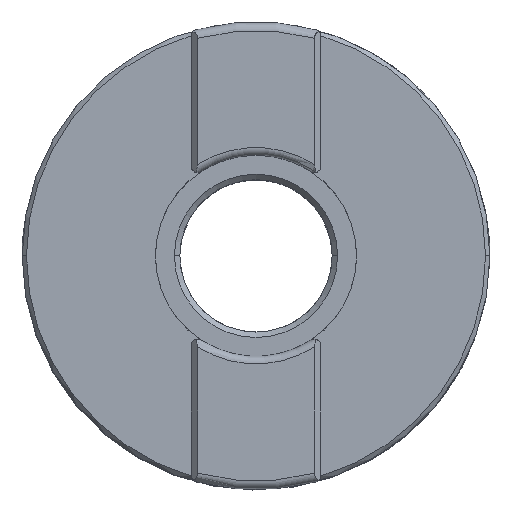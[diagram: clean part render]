
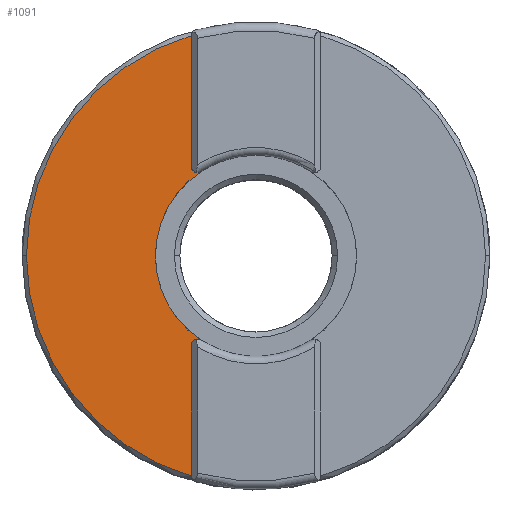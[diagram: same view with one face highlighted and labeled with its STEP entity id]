
A CAD part, top view. The second image highlights one B-rep face of the part: STEP entity #1091.
In plain terms, the highlighted planar face has unit normal (0, 0, 1).
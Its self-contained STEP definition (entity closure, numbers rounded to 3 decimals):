
#45 = CIRCLE ( 'NONE', #2037, 21.1 ) ;
#179 = ORIENTED_EDGE ( 'NONE', *, *, #1149, .T. ) ;
#215 = ORIENTED_EDGE ( 'NONE', *, *, #1235, .T. ) ;
#222 = CARTESIAN_POINT ( 'NONE',  ( -5.97, -8.257, 16.5 ) ) ;
#303 = AXIS2_PLACEMENT_3D ( 'NONE', #2398, #3470, #1017 ) ;
#325 = DIRECTION ( 'NONE',  ( 0., 0., 1. ) ) ;
#372 = CARTESIAN_POINT ( 'NONE',  ( -5.37, -8.257, 16.5 ) ) ;
#442 = VERTEX_POINT ( 'NONE', #973 ) ;
#470 = CIRCLE ( 'NONE', #303, 9.25 ) ;
#541 = CARTESIAN_POINT ( 'NONE',  ( -5.97, 20.655, 16.5 ) ) ;
#605 = CARTESIAN_POINT ( 'NONE',  ( -5.37, 8.257, 16.5 ) ) ;
#805 = ORIENTED_EDGE ( 'NONE', *, *, #2624, .T. ) ;
#895 = CIRCLE ( 'NONE', #3069, 0.6 ) ;
#961 = AXIS2_PLACEMENT_3D ( 'NONE', #1537, #969, #2578 ) ;
#969 = DIRECTION ( 'NONE',  ( 0., 0., -1. ) ) ;
#973 = CARTESIAN_POINT ( 'NONE',  ( -9.25, 0., 16.5 ) ) ;
#1000 = CARTESIAN_POINT ( 'NONE',  ( 0., 0., 16.5 ) ) ;
#1017 = DIRECTION ( 'NONE',  ( 1., 0., 0. ) ) ;
#1091 = ADVANCED_FACE ( 'NONE', ( #1174 ), #2541, .T. ) ;
#1149 = EDGE_CURVE ( 'NONE', #1405, #3080, #895, .T. ) ;
#1163 = CARTESIAN_POINT ( 'NONE',  ( -5.043, -7.754, 16.5 ) ) ;
#1174 = FACE_OUTER_BOUND ( 'NONE', #3034, .T. ) ;
#1177 = ORIENTED_EDGE ( 'NONE', *, *, #3032, .T. ) ;
#1213 = DIRECTION ( 'NONE',  ( 0., 0., -1. ) ) ;
#1235 = EDGE_CURVE ( 'NONE', #1935, #2615, #1533, .T. ) ;
#1262 = VERTEX_POINT ( 'NONE', #2948 ) ;
#1310 = ORIENTED_EDGE ( 'NONE', *, *, #1525, .T. ) ;
#1405 = VERTEX_POINT ( 'NONE', #2176 ) ;
#1436 = DIRECTION ( 'NONE',  ( 1., 0., 0. ) ) ;
#1495 = AXIS2_PLACEMENT_3D ( 'NONE', #1770, #1717, #2824 ) ;
#1525 = EDGE_CURVE ( 'NONE', #2615, #2485, #1754, .T. ) ;
#1533 = LINE ( 'NONE', #2359, #2610 ) ;
#1537 = CARTESIAN_POINT ( 'NONE',  ( 0., 0., 16.5 ) ) ;
#1588 = CIRCLE ( 'NONE', #961, 9.25 ) ;
#1640 = AXIS2_PLACEMENT_3D ( 'NONE', #372, #3090, #1436 ) ;
#1695 = DIRECTION ( 'NONE',  ( 0., 0., -1. ) ) ;
#1717 = DIRECTION ( 'NONE',  ( 0., 0., -1. ) ) ;
#1754 = CIRCLE ( 'NONE', #1640, 0.6 ) ;
#1770 = CARTESIAN_POINT ( 'NONE',  ( 0., 0., 16.5 ) ) ;
#1771 = DIRECTION ( 'NONE',  ( 1., 0., 0. ) ) ;
#1876 = EDGE_CURVE ( 'NONE', #2485, #442, #1588, .T. ) ;
#1896 = EDGE_CURVE ( 'NONE', #1935, #1262, #45, .T. ) ;
#1935 = VERTEX_POINT ( 'NONE', #2034 ) ;
#1947 = CIRCLE ( 'NONE', #1495, 21.1 ) ;
#2034 = CARTESIAN_POINT ( 'NONE',  ( -5.97, -20.238, 16.5 ) ) ;
#2037 = AXIS2_PLACEMENT_3D ( 'NONE', #1000, #1213, #1771 ) ;
#2093 = VECTOR ( 'NONE', #3495, 1000. ) ;
#2176 = CARTESIAN_POINT ( 'NONE',  ( -5.043, 7.754, 16.5 ) ) ;
#2269 = DIRECTION ( 'NONE',  ( 1., 0., 0. ) ) ;
#2302 = ORIENTED_EDGE ( 'NONE', *, *, #1896, .F. ) ;
#2314 = CARTESIAN_POINT ( 'NONE',  ( -5.97, 20.238, 16.5 ) ) ;
#2359 = CARTESIAN_POINT ( 'NONE',  ( -5.97, 20.655, 16.5 ) ) ;
#2373 = ORIENTED_EDGE ( 'NONE', *, *, #1876, .T. ) ;
#2398 = CARTESIAN_POINT ( 'NONE',  ( 0., 0., 16.5 ) ) ;
#2485 = VERTEX_POINT ( 'NONE', #1163 ) ;
#2525 = VERTEX_POINT ( 'NONE', #2314 ) ;
#2541 = PLANE ( 'NONE',  #3411 ) ;
#2578 = DIRECTION ( 'NONE',  ( 1., 0., 0. ) ) ;
#2610 = VECTOR ( 'NONE', #3452, 1000. ) ;
#2615 = VERTEX_POINT ( 'NONE', #222 ) ;
#2624 = EDGE_CURVE ( 'NONE', #3080, #2525, #2689, .T. ) ;
#2689 = LINE ( 'NONE', #541, #2093 ) ;
#2788 = DIRECTION ( 'NONE',  ( 1., 0., 0. ) ) ;
#2824 = DIRECTION ( 'NONE',  ( 1., 0., 0. ) ) ;
#2855 = EDGE_CURVE ( 'NONE', #1262, #2525, #1947, .T. ) ;
#2948 = CARTESIAN_POINT ( 'NONE',  ( -21.1, 0., 16.5 ) ) ;
#3032 = EDGE_CURVE ( 'NONE', #442, #1405, #470, .T. ) ;
#3034 = EDGE_LOOP ( 'NONE', ( #215, #1310, #2373, #1177, #179, #805, #3153, #2302 ) ) ;
#3057 = CARTESIAN_POINT ( 'NONE',  ( -5.97, 8.257, 16.5 ) ) ;
#3069 = AXIS2_PLACEMENT_3D ( 'NONE', #605, #1695, #2788 ) ;
#3080 = VERTEX_POINT ( 'NONE', #3057 ) ;
#3090 = DIRECTION ( 'NONE',  ( 0., 0., -1. ) ) ;
#3153 = ORIENTED_EDGE ( 'NONE', *, *, #2855, .F. ) ;
#3365 = CARTESIAN_POINT ( 'NONE',  ( 0., 0., 16.5 ) ) ;
#3411 = AXIS2_PLACEMENT_3D ( 'NONE', #3365, #325, #2269 ) ;
#3452 = DIRECTION ( 'NONE',  ( 0., 1., 0. ) ) ;
#3470 = DIRECTION ( 'NONE',  ( 0., 0., -1. ) ) ;
#3495 = DIRECTION ( 'NONE',  ( 0., 1., 0. ) ) ;
